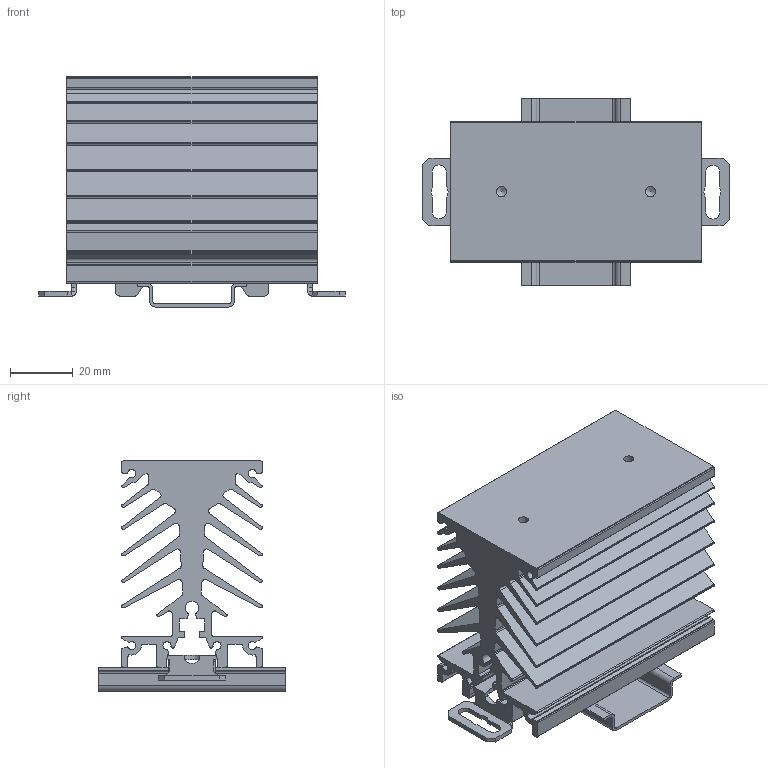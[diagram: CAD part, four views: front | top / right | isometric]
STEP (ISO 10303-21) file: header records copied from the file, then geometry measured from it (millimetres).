
FILE_DESCRIPTION(/* description */ (''),/* implementation_level */ '2;1');
FILE_NAME(/* name */ '3d_HSBXH1.stp',/* time_stamp */ '2023-11-29T07:51:24+01:00',/* author */ (''),/* organization */ (''),/* preprocessor_version */ 'ST-DEVELOPER v16.7',/* originating_system */ 'SIEMENS PLM Software NX 12.0',/* authorisation */ '');
FILE_SCHEMA (('AUTOMOTIVE_DESIGN { 1 0 10303 214 3 1 1 1 }'));
Length unit declared in the file: millimetre
Products named in the file (1): Rugg1318F122vga5
Bounding box: 98.02 x 60 x 73.5 mm (x, y, z)
Surface area: 73189 mm2 (no closed solid volume)
Topology: 0 solids, 1 shells, 473 faces, 1507 edges, 989 vertices
Faces by surface type: cylinder 264, plane 203, bspline 4, cone 2
Full cylindrical faces by diameter (mm): 3.242 x2
Entity records: 17271 total; most frequent: CARTESIAN_POINT 3558, DIRECTION 2947, ORIENTED_EDGE 2858, EDGE_CURVE 1501, AXIS2_PLACEMENT_3D 999, VERTEX_POINT 988, LINE 949, VECTOR 949
